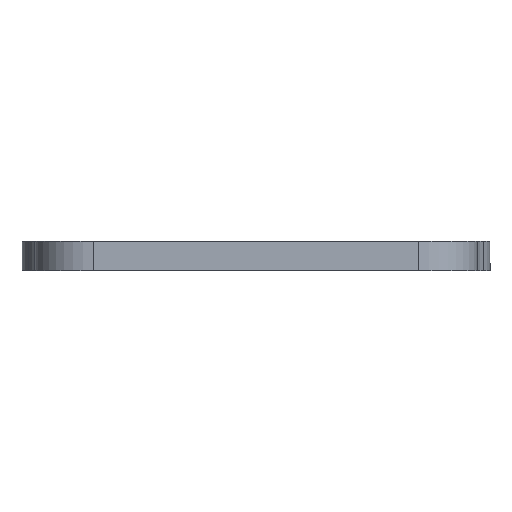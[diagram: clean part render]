
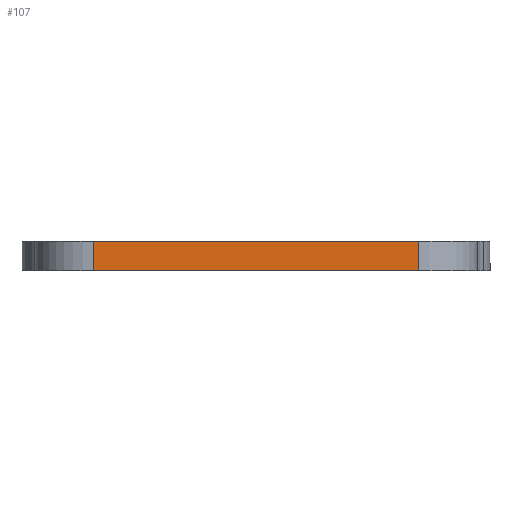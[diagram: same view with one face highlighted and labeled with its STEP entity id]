
A CAD part, front view. The second image highlights one B-rep face of the part: STEP entity #107.
In plain terms, the highlighted planar face has unit normal (0, -1, 0).
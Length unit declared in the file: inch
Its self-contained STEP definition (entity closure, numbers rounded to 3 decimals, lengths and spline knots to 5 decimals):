
#107 = ADVANCED_FACE ( 'NONE', ( #286 ), #478, .T. ) ;
#286 = FACE_OUTER_BOUND ( 'NONE', #2104, .T. ) ;
#327 = CARTESIAN_POINT ( 'NONE',  ( 0., 0., -0.125 ) ) ;
#353 = AXIS2_PLACEMENT_3D ( 'NONE', #327, #1141, #2455 ) ;
#455 = VERTEX_POINT ( 'NONE', #502 ) ;
#478 = PLANE ( 'NONE',  #353 ) ;
#502 = CARTESIAN_POINT ( 'NONE',  ( 1.69488, 0., -0.125 ) ) ;
#527 = LINE ( 'NONE', #2493, #1710 ) ;
#569 = VERTEX_POINT ( 'NONE', #1655 ) ;
#596 = ORIENTED_EDGE ( 'NONE', *, *, #2778, .T. ) ;
#644 = CARTESIAN_POINT ( 'NONE',  ( 0., 0., 0. ) ) ;
#738 = EDGE_CURVE ( 'NONE', #569, #455, #1238, .T. ) ;
#773 = CARTESIAN_POINT ( 'NONE',  ( 0., 0., -0.125 ) ) ;
#1015 = CARTESIAN_POINT ( 'NONE',  ( 0.30512, 0., 0. ) ) ;
#1026 = DIRECTION ( 'NONE',  ( 0., 0., -1. ) ) ;
#1120 = VECTOR ( 'NONE', #2572, 39.37008 ) ;
#1126 = ORIENTED_EDGE ( 'NONE', *, *, #2640, .T. ) ;
#1141 = DIRECTION ( 'NONE',  ( 0., -1., 0. ) ) ;
#1238 = LINE ( 'NONE', #773, #2151 ) ;
#1250 = VERTEX_POINT ( 'NONE', #1015 ) ;
#1310 = LINE ( 'NONE', #2155, #1563 ) ;
#1563 = VECTOR ( 'NONE', #1026, 39.37008 ) ;
#1581 = EDGE_CURVE ( 'NONE', #1250, #2018, #2169, .T. ) ;
#1610 = ORIENTED_EDGE ( 'NONE', *, *, #1581, .F. ) ;
#1655 = CARTESIAN_POINT ( 'NONE',  ( 0.30512, 0., -0.125 ) ) ;
#1710 = VECTOR ( 'NONE', #2055, 39.37008 ) ;
#2018 = VERTEX_POINT ( 'NONE', #2770 ) ;
#2055 = DIRECTION ( 'NONE',  ( 0., 0., 1. ) ) ;
#2099 = ORIENTED_EDGE ( 'NONE', *, *, #738, .T. ) ;
#2104 = EDGE_LOOP ( 'NONE', ( #1610, #1126, #2099, #596 ) ) ;
#2151 = VECTOR ( 'NONE', #2706, 39.37008 ) ;
#2155 = CARTESIAN_POINT ( 'NONE',  ( 0.30512, 0., -0.125 ) ) ;
#2169 = LINE ( 'NONE', #644, #1120 ) ;
#2455 = DIRECTION ( 'NONE',  ( 0., 0., -1. ) ) ;
#2493 = CARTESIAN_POINT ( 'NONE',  ( 1.69488, 0., -0.125 ) ) ;
#2572 = DIRECTION ( 'NONE',  ( 1., 0., 0. ) ) ;
#2640 = EDGE_CURVE ( 'NONE', #1250, #569, #1310, .T. ) ;
#2706 = DIRECTION ( 'NONE',  ( 1., 0., 0. ) ) ;
#2770 = CARTESIAN_POINT ( 'NONE',  ( 1.69488, 0., 0. ) ) ;
#2778 = EDGE_CURVE ( 'NONE', #455, #2018, #527, .T. ) ;
